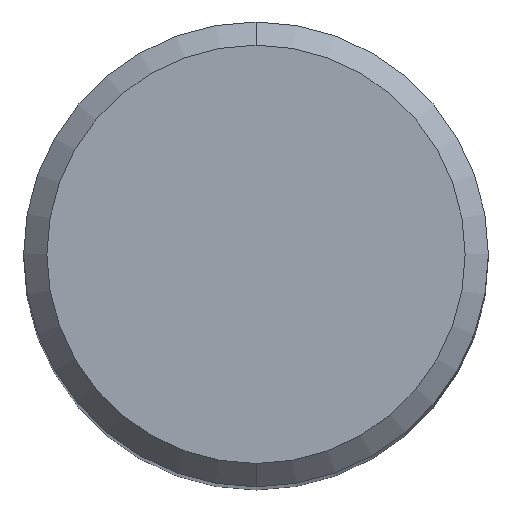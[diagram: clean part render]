
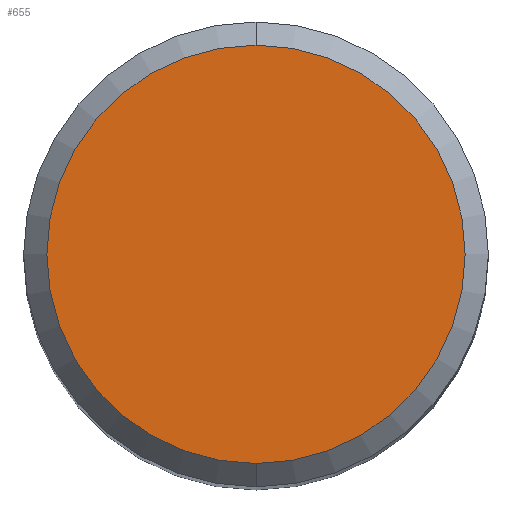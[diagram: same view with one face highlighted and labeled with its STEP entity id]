
A CAD part, top view. The second image highlights one B-rep face of the part: STEP entity #655.
In plain terms, the highlighted planar face has unit normal (0, 0, 1).
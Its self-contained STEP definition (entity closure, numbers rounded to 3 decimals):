
#321=EDGE_CURVE('',#545,#795,#892,.T.);
#545=VERTEX_POINT('',#1132);
#631=EDGE_CURVE('',#795,#545,#1226,.T.);
#655=ADVANCED_FACE('',(#1252),#1253,.T.);
#795=VERTEX_POINT('',#1413);
#892=CIRCLE('',#1589,7.2);
#1132=CARTESIAN_POINT('',(0.0,7.2,0.0));
#1226=CIRCLE('',#3330,7.2);
#1252=FACE_OUTER_BOUND('',#3399,.T.);
#1253=PLANE('',#3400);
#1413=CARTESIAN_POINT('',(0.,-7.2,0.0));
#1589=AXIS2_PLACEMENT_3D('',#6118,#6119,#6120);
#3330=AXIS2_PLACEMENT_3D('',#6452,#6453,#6454);
#3399=EDGE_LOOP('',(#6489,#6490));
#3400=AXIS2_PLACEMENT_3D('',#6491,#6492,#6493);
#6118=CARTESIAN_POINT('',(0.0,0.0,0.0));
#6119=DIRECTION('',(0.0,0.0,-1.0));
#6120=DIRECTION('',(0.0,1.0,0.0));
#6452=CARTESIAN_POINT('',(0.0,0.0,0.0));
#6453=DIRECTION('',(0.0,0.0,-1.0));
#6454=DIRECTION('',(0.0,1.0,0.0));
#6489=ORIENTED_EDGE('',*,*,#321,.F.);
#6490=ORIENTED_EDGE('',*,*,#631,.F.);
#6491=CARTESIAN_POINT('',(0.0,3.6,0.0));
#6492=DIRECTION('',(-0.0,0.0,1.0));
#6493=DIRECTION('',(0.0,-1.0,0.0));
